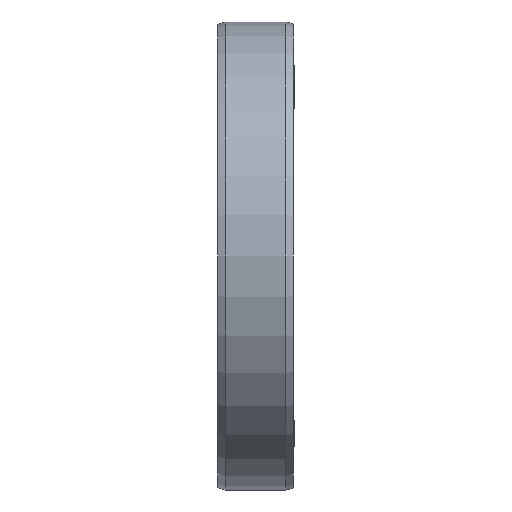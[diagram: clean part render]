
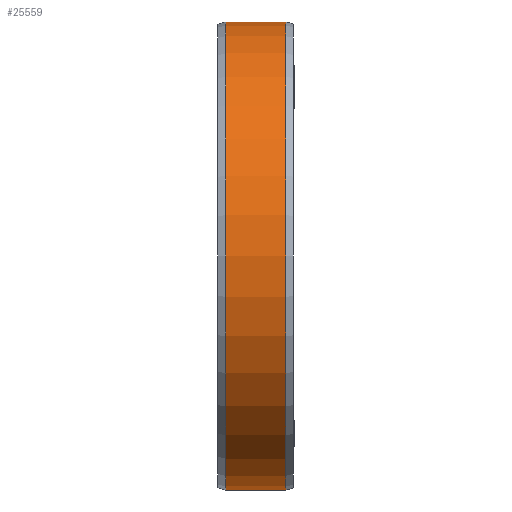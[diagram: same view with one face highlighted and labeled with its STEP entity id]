
A CAD part, left-side view. The second image highlights one B-rep face of the part: STEP entity #25559.
In plain terms, the highlighted cylindrical face has radius 31 mm (diameter 62 mm), a partial arc.
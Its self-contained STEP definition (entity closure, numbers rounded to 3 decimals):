
#24835=CARTESIAN_POINT('',(0.,-4.,0.));
#24836=DIRECTION('',(0.,1.,0.));
#24837=DIRECTION('',(0.,0.,-1.));
#24838=AXIS2_PLACEMENT_3D('',#24835,#24836,#24837);
#24843=DIRECTION('',(0.,1.,0.));
#24844=VECTOR('',#24843,8.);
#24845=CARTESIAN_POINT('',(0.,-4.,-31.));
#24846=LINE('',#24845,#24844);
#24858=DIRECTION('',(0.,1.,0.));
#24859=VECTOR('',#24858,8.);
#24860=CARTESIAN_POINT('',(0.,-4.,31.));
#24861=LINE('',#24860,#24859);
#24887=CARTESIAN_POINT('',(0.,4.,0.));
#24888=DIRECTION('',(0.,1.,0.));
#24889=DIRECTION('',(0.,0.,-1.));
#24890=AXIS2_PLACEMENT_3D('',#24887,#24888,#24889);
#25196=CARTESIAN_POINT('',(0.,-4.,-31.));
#25198=VERTEX_POINT('',#25196);
#25199=CARTESIAN_POINT('',(0.,4.,-31.));
#25200=VERTEX_POINT('',#25199);
#25240=CARTESIAN_POINT('',(0.,-4.,31.));
#25242=VERTEX_POINT('',#25240);
#25243=CARTESIAN_POINT('',(0.,4.,31.));
#25244=VERTEX_POINT('',#25243);
#25545=CARTESIAN_POINT('',(0.,-5.5,0.));
#25546=DIRECTION('',(0.,1.,0.));
#25547=DIRECTION('',(0.,0.,-1.));
#25548=AXIS2_PLACEMENT_3D('',#25545,#25546,#25547);
#25549=CYLINDRICAL_SURFACE('',#25548,31.);
#25551=ORIENTED_EDGE('',*,*,#25550,.T.);
#25553=ORIENTED_EDGE('',*,*,#25552,.T.);
#25555=ORIENTED_EDGE('',*,*,#25554,.F.);
#25556=ORIENTED_EDGE('',*,*,#25538,.F.);
#25557=EDGE_LOOP('',(#25551,#25553,#25555,#25556));
#25558=FACE_OUTER_BOUND('',#25557,.F.);
#24839=CIRCLE('',#24838,31.);
#24891=CIRCLE('',#24890,31.);
#25538=EDGE_CURVE('',#25198,#25242,#24839,.T.);
#25550=EDGE_CURVE('',#25198,#25200,#24846,.T.);
#25552=EDGE_CURVE('',#25200,#25244,#24891,.T.);
#25554=EDGE_CURVE('',#25242,#25244,#24861,.T.);
#25559=ADVANCED_FACE('',(#25558),#25549,.T.);
